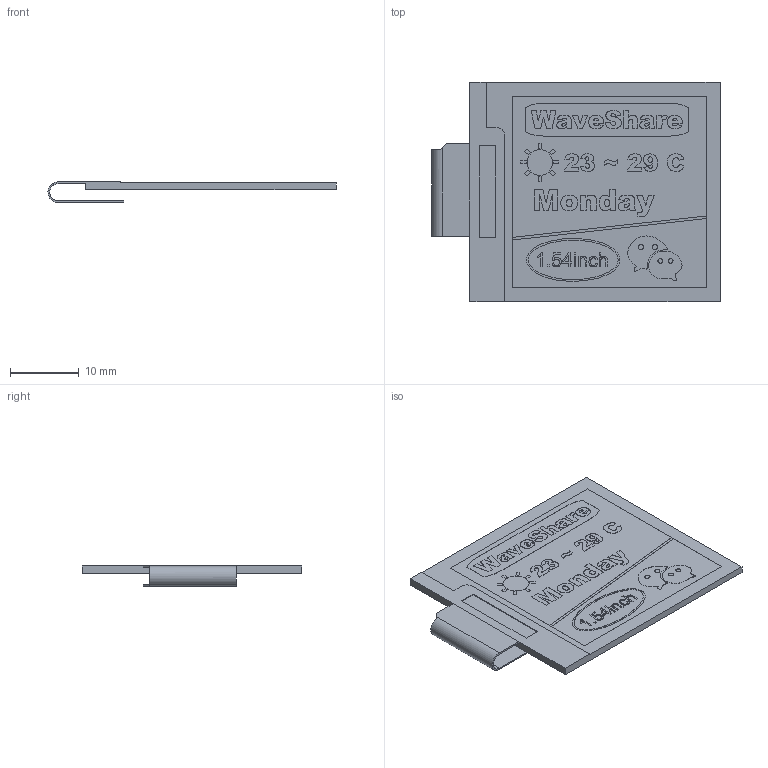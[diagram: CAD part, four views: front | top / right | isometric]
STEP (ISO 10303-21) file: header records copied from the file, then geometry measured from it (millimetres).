
FILE_DESCRIPTION(/* description */ ('Unknown'),/* implementation_level */ '2;1');
FILE_NAME(/* name */ 'Waveshare 1.54 (C) E ink - Display Folded',/* time_stamp */ '2018-11-07T17:23:29-05:00',/* author */ ('Unknown'),/* organization */ ('Unknown'),/* preprocessor_version */ 'ST-DEVELOPER v16.7',/* originating_system */ 'DEX',/* authorisation */ $);
FILE_SCHEMA (('AUTOMOTIVE_DESIGN {1 0 10303 214 3 1 1}'));
Length unit declared in the file: millimetre
Products named in the file (1): Waveshare 1.54 (C) E ink - Display Folded
Bounding box: 41.82 x 31.83 x 2.92 mm (x, y, z)
Volume: 1238.7 mm3; surface area: 3500.5 mm2
Topology: 38 solids, 58 shells, 665 faces, 1558 edges, 1038 vertices
Faces by surface type: plane 547, bspline 105, cylinder 13
Full cylindrical faces by diameter (mm): 0.682 x2, 0.762 x2, 3.713 x1
Entity records: 26709 total; most frequent: CARTESIAN_POINT 9848, ORIENTED_EDGE 3082, DIRECTION 2300, EDGE_CURVE 1541, LINE 1116, VECTOR 1116, VERTEX_POINT 1038, EDGE_LOOP 759
